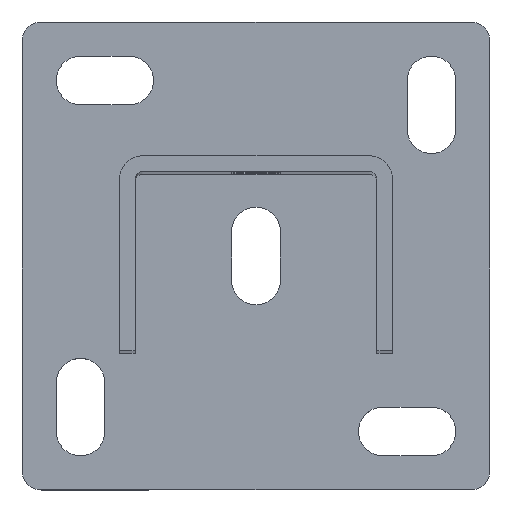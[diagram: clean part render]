
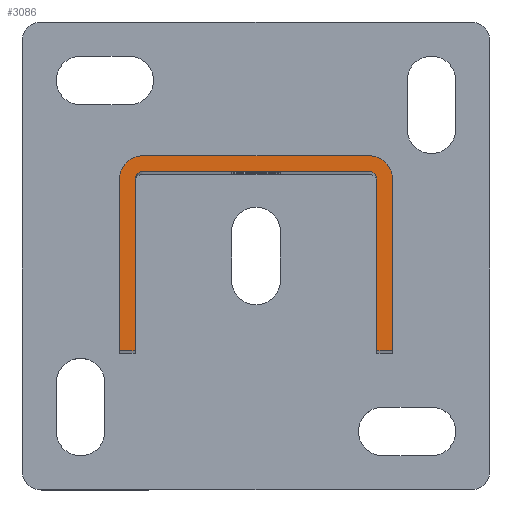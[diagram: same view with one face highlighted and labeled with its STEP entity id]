
A CAD part, top view. The second image highlights one B-rep face of the part: STEP entity #3086.
In plain terms, the highlighted planar face has unit normal (0, 0, 1).
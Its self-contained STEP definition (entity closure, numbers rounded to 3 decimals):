
#9 = CARTESIAN_POINT ( 'NONE',  ( -31., -25., 408. ) ) ;
#60 = DIRECTION ( 'NONE',  ( 1., 0., 0. ) ) ;
#86 = CIRCLE ( 'NONE', #176, 6. ) ;
#98 = EDGE_CURVE ( 'NONE', #2340, #1957, #86, .T. ) ;
#164 = EDGE_CURVE ( 'NONE', #5591, #5177, #4965, .T. ) ;
#167 = ORIENTED_EDGE ( 'NONE', *, *, #164, .T. ) ;
#176 = AXIS2_PLACEMENT_3D ( 'NONE', #587, #4875, #1024 ) ;
#212 = CARTESIAN_POINT ( 'NONE',  ( -29., 21., 408. ) ) ;
#228 = AXIS2_PLACEMENT_3D ( 'NONE', #5465, #2277, #2680 ) ;
#268 = DIRECTION ( 'NONE',  ( 0., -1., 0. ) ) ;
#300 = DIRECTION ( 'NONE',  ( -1., 0., 0. ) ) ;
#351 = ORIENTED_EDGE ( 'NONE', *, *, #3987, .F. ) ;
#392 = VERTEX_POINT ( 'NONE', #1311 ) ;
#414 = EDGE_CURVE ( 'NONE', #1900, #392, #2310, .T. ) ;
#456 = DIRECTION ( 'NONE',  ( -1., 0., 0. ) ) ;
#587 = CARTESIAN_POINT ( 'NONE',  ( 29., 19., 408. ) ) ;
#796 = VERTEX_POINT ( 'NONE', #5570 ) ;
#899 = CARTESIAN_POINT ( 'NONE',  ( 35., -25., 408. ) ) ;
#926 = CIRCLE ( 'NONE', #1483, 2. ) ;
#1007 = CARTESIAN_POINT ( 'NONE',  ( 29., 19., 408. ) ) ;
#1008 = LINE ( 'NONE', #1841, #4371 ) ;
#1024 = DIRECTION ( 'NONE',  ( -1., 0., 0. ) ) ;
#1162 = DIRECTION ( 'NONE',  ( -1., 0., 0. ) ) ;
#1173 = EDGE_CURVE ( 'NONE', #796, #4717, #5442, .T. ) ;
#1182 = DIRECTION ( 'NONE',  ( 0., 1., 0. ) ) ;
#1311 = CARTESIAN_POINT ( 'NONE',  ( -35., -25., 408. ) ) ;
#1365 = VERTEX_POINT ( 'NONE', #4323 ) ;
#1388 = ORIENTED_EDGE ( 'NONE', *, *, #1998, .T. ) ;
#1448 = CARTESIAN_POINT ( 'NONE',  ( -29., 25., 408. ) ) ;
#1483 = AXIS2_PLACEMENT_3D ( 'NONE', #3769, #1567, #4104 ) ;
#1509 = VECTOR ( 'NONE', #2107, 1000. ) ;
#1567 = DIRECTION ( 'NONE',  ( 0., 0., -1. ) ) ;
#1774 = ORIENTED_EDGE ( 'NONE', *, *, #1173, .F. ) ;
#1788 = CARTESIAN_POINT ( 'NONE',  ( -31., 19., 408. ) ) ;
#1841 = CARTESIAN_POINT ( 'NONE',  ( -29., 25., 408. ) ) ;
#1900 = VERTEX_POINT ( 'NONE', #2188 ) ;
#1957 = VERTEX_POINT ( 'NONE', #5041 ) ;
#1998 = EDGE_CURVE ( 'NONE', #4386, #4478, #926, .T. ) ;
#2031 = CARTESIAN_POINT ( 'NONE',  ( -29., 19., 408. ) ) ;
#2107 = DIRECTION ( 'NONE',  ( 0., 1., 0. ) ) ;
#2112 = VECTOR ( 'NONE', #268, 1000. ) ;
#2188 = CARTESIAN_POINT ( 'NONE',  ( -31., -25., 408. ) ) ;
#2277 = DIRECTION ( 'NONE',  ( 0., 0., -1. ) ) ;
#2310 = LINE ( 'NONE', #9, #5346 ) ;
#2340 = VERTEX_POINT ( 'NONE', #3747 ) ;
#2530 = EDGE_CURVE ( 'NONE', #4717, #2340, #1008, .T. ) ;
#2550 = ORIENTED_EDGE ( 'NONE', *, *, #3673, .T. ) ;
#2579 = CARTESIAN_POINT ( 'NONE',  ( 29., 21., 408. ) ) ;
#2678 = DIRECTION ( 'NONE',  ( 1., 0., 0. ) ) ;
#2680 = DIRECTION ( 'NONE',  ( 1., 0., 0. ) ) ;
#2693 = AXIS2_PLACEMENT_3D ( 'NONE', #1007, #4442, #456 ) ;
#2861 = EDGE_LOOP ( 'NONE', ( #167, #4109, #4580, #5223, #3880, #1774, #351, #5140, #2550, #1388, #3934, #4046 ) ) ;
#2874 = EDGE_CURVE ( 'NONE', #1365, #5177, #4865, .T. ) ;
#3044 = EDGE_CURVE ( 'NONE', #1957, #1365, #3619, .T. ) ;
#3086 = ADVANCED_FACE ( 'NONE', ( #3529 ), #4975, .F. ) ;
#3107 = CARTESIAN_POINT ( 'NONE',  ( -29., 21., 408. ) ) ;
#3183 = VERTEX_POINT ( 'NONE', #2579 ) ;
#3209 = CARTESIAN_POINT ( 'NONE',  ( 35., 19., 408. ) ) ;
#3460 = VECTOR ( 'NONE', #5379, 1000. ) ;
#3476 = CARTESIAN_POINT ( 'NONE',  ( -31., -25., 408. ) ) ;
#3529 = FACE_OUTER_BOUND ( 'NONE', #2861, .T. ) ;
#3600 = CARTESIAN_POINT ( 'NONE',  ( 31., 19., 408. ) ) ;
#3619 = LINE ( 'NONE', #3209, #3460 ) ;
#3673 = EDGE_CURVE ( 'NONE', #1900, #4386, #5181, .T. ) ;
#3747 = CARTESIAN_POINT ( 'NONE',  ( 29., 25., 408. ) ) ;
#3769 = CARTESIAN_POINT ( 'NONE',  ( -29., 19., 408. ) ) ;
#3831 = CIRCLE ( 'NONE', #228, 2. ) ;
#3853 = CARTESIAN_POINT ( 'NONE',  ( -35., -25., 408. ) ) ;
#3880 = ORIENTED_EDGE ( 'NONE', *, *, #2530, .F. ) ;
#3934 = ORIENTED_EDGE ( 'NONE', *, *, #4032, .T. ) ;
#3987 = EDGE_CURVE ( 'NONE', #392, #796, #5149, .T. ) ;
#4032 = EDGE_CURVE ( 'NONE', #4478, #3183, #5725, .T. ) ;
#4046 = ORIENTED_EDGE ( 'NONE', *, *, #4775, .T. ) ;
#4104 = DIRECTION ( 'NONE',  ( 1., 0., 0. ) ) ;
#4109 = ORIENTED_EDGE ( 'NONE', *, *, #2874, .F. ) ;
#4323 = CARTESIAN_POINT ( 'NONE',  ( 35., -25., 408. ) ) ;
#4371 = VECTOR ( 'NONE', #60, 1000. ) ;
#4386 = VERTEX_POINT ( 'NONE', #1788 ) ;
#4422 = DIRECTION ( 'NONE',  ( -1., 0., 0. ) ) ;
#4442 = DIRECTION ( 'NONE',  ( 0., 0., -1. ) ) ;
#4478 = VERTEX_POINT ( 'NONE', #212 ) ;
#4496 = CARTESIAN_POINT ( 'NONE',  ( 31., -25., 408. ) ) ;
#4580 = ORIENTED_EDGE ( 'NONE', *, *, #3044, .F. ) ;
#4717 = VERTEX_POINT ( 'NONE', #1448 ) ;
#4729 = VECTOR ( 'NONE', #300, 1000. ) ;
#4775 = EDGE_CURVE ( 'NONE', #3183, #5591, #3831, .T. ) ;
#4833 = VECTOR ( 'NONE', #1182, 1000. ) ;
#4865 = LINE ( 'NONE', #899, #4729 ) ;
#4875 = DIRECTION ( 'NONE',  ( 0., 0., -1. ) ) ;
#4965 = LINE ( 'NONE', #5392, #2112 ) ;
#4975 = PLANE ( 'NONE',  #2693 ) ;
#5041 = CARTESIAN_POINT ( 'NONE',  ( 35., 19., 408. ) ) ;
#5129 = DIRECTION ( 'NONE',  ( 0., 0., -1. ) ) ;
#5140 = ORIENTED_EDGE ( 'NONE', *, *, #414, .F. ) ;
#5149 = LINE ( 'NONE', #3853, #1509 ) ;
#5177 = VERTEX_POINT ( 'NONE', #4496 ) ;
#5181 = LINE ( 'NONE', #3476, #4833 ) ;
#5223 = ORIENTED_EDGE ( 'NONE', *, *, #98, .F. ) ;
#5256 = AXIS2_PLACEMENT_3D ( 'NONE', #2031, #5129, #1162 ) ;
#5346 = VECTOR ( 'NONE', #4422, 1000. ) ;
#5379 = DIRECTION ( 'NONE',  ( 0., -1., 0. ) ) ;
#5392 = CARTESIAN_POINT ( 'NONE',  ( 31., 19., 408. ) ) ;
#5442 = CIRCLE ( 'NONE', #5256, 6. ) ;
#5465 = CARTESIAN_POINT ( 'NONE',  ( 29., 19., 408. ) ) ;
#5570 = CARTESIAN_POINT ( 'NONE',  ( -35., 19., 408. ) ) ;
#5591 = VERTEX_POINT ( 'NONE', #3600 ) ;
#5670 = VECTOR ( 'NONE', #2678, 1000. ) ;
#5725 = LINE ( 'NONE', #3107, #5670 ) ;
